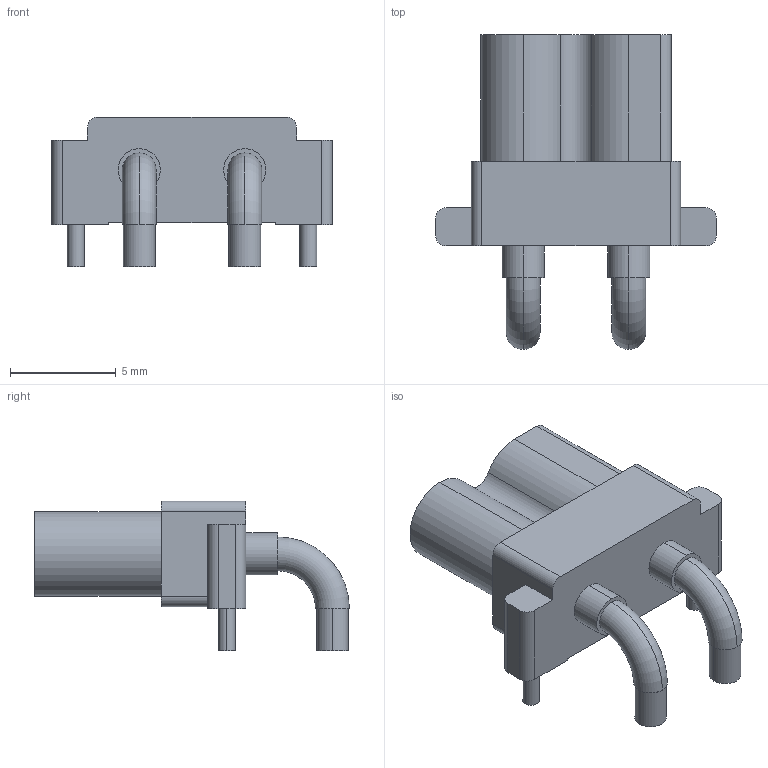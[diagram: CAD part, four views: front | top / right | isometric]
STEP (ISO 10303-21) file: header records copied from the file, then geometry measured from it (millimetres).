
FILE_DESCRIPTION (( 'STEP AP214' ), '1' );
FILE_NAME ('AMASS_XT30PW-F_1x02_P5.00mm_Horizontal.STEP', '2024-10-23T08:37:09', ( '' ), ( '' ), 'SwSTEP 2.0', 'SolidWorks 2024', '' );
FILE_SCHEMA (( 'AUTOMOTIVE_DESIGN' ));
Length unit declared in the file: millimetre
Products named in the file (1): AMASS_XT30PW-F_1x02_P5.00mm_Horizontal
Bounding box: 13.3 x 14.9 x 7.1 mm (x, y, z)
Volume: 365.3 mm3; surface area: 591.7 mm2
Topology: 1 solids, 1 shells, 68 faces, 165 edges, 110 vertices
Faces by surface type: cylinder 34, plane 30, torus 4
Entity records: 2052 total; most frequent: DIRECTION 383, CARTESIAN_POINT 344, ORIENTED_EDGE 330, EDGE_CURVE 165, AXIS2_PLACEMENT_3D 149, VERTEX_POINT 110, VECTOR 85, LINE 85
